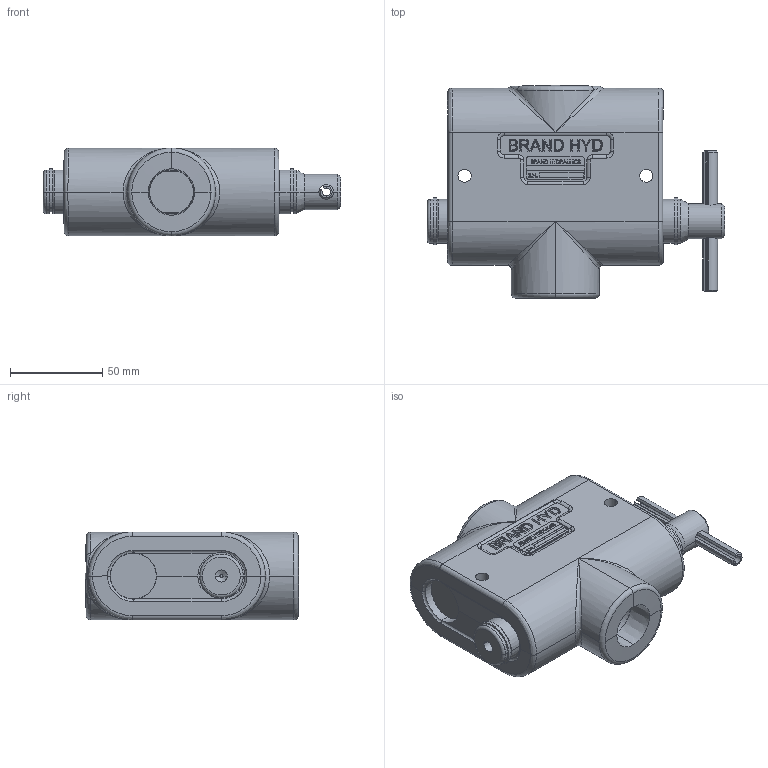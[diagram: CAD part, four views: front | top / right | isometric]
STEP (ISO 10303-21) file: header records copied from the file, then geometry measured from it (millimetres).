
FILE_DESCRIPTION (( 'STEP AP203' ), '1' );
FILE_NAME ('MS75 GENERIC VALVE.STEP', '2013-08-02T21:23:57', ( 'branduser' ), ( '' ), 'SwSTEP 2.0', 'SolidWorks 2013', '' );
FILE_SCHEMA (( 'CONFIG_CONTROL_DESIGN' ));
Length unit declared in the file: inch
Products named in the file (1): MS75 GENERIC VALVE
Bounding box: 161.14 x 115.41 x 47.62 mm (x, y, z)
Volume: 505868.6 mm3; surface area: 63950.9 mm2
Topology: 5 solids, 9 shells, 717 faces, 1882 edges, 1212 vertices
Faces by surface type: plane 338, bspline 193, cylinder 124, cone 30, torus 28, sphere 4
Entity records: 33129 total; most frequent: CARTESIAN_POINT 17142, ORIENTED_EDGE 3736, DIRECTION 2618, EDGE_CURVE 1868, VERTEX_POINT 1212, LINE 1004, VECTOR 1004, AXIS2_PLACEMENT_3D 807
